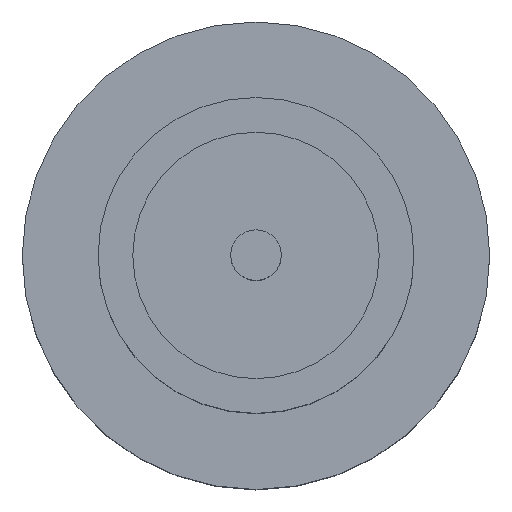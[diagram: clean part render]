
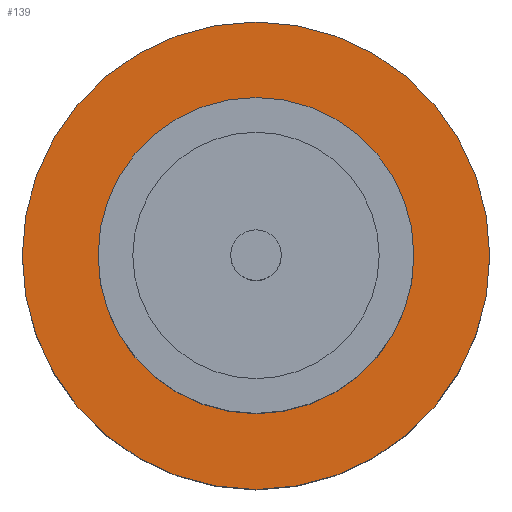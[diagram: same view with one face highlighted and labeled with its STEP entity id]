
A CAD part, top view. The second image highlights one B-rep face of the part: STEP entity #139.
In plain terms, the highlighted planar face has unit normal (0, 0, 1).
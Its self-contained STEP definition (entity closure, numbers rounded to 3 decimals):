
#26 = DIRECTION ( 'NONE',  ( 0., 0., 1. ) ) ;
#35 = VERTEX_POINT ( 'NONE', #153 ) ;
#38 = FACE_OUTER_BOUND ( 'NONE', #318, .T. ) ;
#45 = DIRECTION ( 'NONE',  ( 1., 0., 0. ) ) ;
#89 = DIRECTION ( 'NONE',  ( 1., 0., 0. ) ) ;
#93 = CARTESIAN_POINT ( 'NONE',  ( 0., 0., 1.55 ) ) ;
#139 = ADVANCED_FACE ( 'NONE', ( #459, #38 ), #169, .T. ) ;
#147 = CIRCLE ( 'NONE', #646, 1.85 ) ;
#153 = CARTESIAN_POINT ( 'NONE',  ( 1.25, 0., 1.55 ) ) ;
#169 = PLANE ( 'NONE',  #378 ) ;
#172 = ORIENTED_EDGE ( 'NONE', *, *, #289, .T. ) ;
#205 = CARTESIAN_POINT ( 'NONE',  ( -1.85, 0., 1.55 ) ) ;
#241 = CARTESIAN_POINT ( 'NONE',  ( 0., 0., 1.55 ) ) ;
#247 = DIRECTION ( 'NONE',  ( 0., 0., 1. ) ) ;
#250 = EDGE_CURVE ( 'NONE', #626, #510, #523, .T. ) ;
#288 = ORIENTED_EDGE ( 'NONE', *, *, #250, .T. ) ;
#289 = EDGE_CURVE ( 'NONE', #510, #626, #147, .T. ) ;
#307 = DIRECTION ( 'NONE',  ( 0., 0., 1. ) ) ;
#309 = CARTESIAN_POINT ( 'NONE',  ( 0., 0., 1.55 ) ) ;
#318 = EDGE_LOOP ( 'NONE', ( #288, #172 ) ) ;
#323 = DIRECTION ( 'NONE',  ( 0., 0., 1. ) ) ;
#325 = CIRCLE ( 'NONE', #835, 1.25 ) ;
#327 = ORIENTED_EDGE ( 'NONE', *, *, #475, .F. ) ;
#342 = CARTESIAN_POINT ( 'NONE',  ( -1.25, 0., 1.55 ) ) ;
#355 = AXIS2_PLACEMENT_3D ( 'NONE', #630, #247, #45 ) ;
#365 = CARTESIAN_POINT ( 'NONE',  ( 0., 0., 1.55 ) ) ;
#378 = AXIS2_PLACEMENT_3D ( 'NONE', #309, #323, #522 ) ;
#459 = FACE_BOUND ( 'NONE', #749, .T. ) ;
#475 = EDGE_CURVE ( 'NONE', #766, #35, #813, .T. ) ;
#501 = EDGE_CURVE ( 'NONE', #35, #766, #325, .T. ) ;
#510 = VERTEX_POINT ( 'NONE', #637 ) ;
#512 = DIRECTION ( 'NONE',  ( 1., 0., 0. ) ) ;
#522 = DIRECTION ( 'NONE',  ( 1., 0., 0. ) ) ;
#523 = CIRCLE ( 'NONE', #355, 1.85 ) ;
#626 = VERTEX_POINT ( 'NONE', #205 ) ;
#630 = CARTESIAN_POINT ( 'NONE',  ( 0., 0., 1.55 ) ) ;
#637 = CARTESIAN_POINT ( 'NONE',  ( 1.85, 0., 1.55 ) ) ;
#646 = AXIS2_PLACEMENT_3D ( 'NONE', #241, #307, #512 ) ;
#702 = DIRECTION ( 'NONE',  ( 1., 0., 0. ) ) ;
#705 = ORIENTED_EDGE ( 'NONE', *, *, #501, .F. ) ;
#749 = EDGE_LOOP ( 'NONE', ( #705, #327 ) ) ;
#766 = VERTEX_POINT ( 'NONE', #342 ) ;
#791 = AXIS2_PLACEMENT_3D ( 'NONE', #365, #26, #89 ) ;
#813 = CIRCLE ( 'NONE', #791, 1.25 ) ;
#818 = DIRECTION ( 'NONE',  ( 0., 0., 1. ) ) ;
#835 = AXIS2_PLACEMENT_3D ( 'NONE', #93, #818, #702 ) ;
